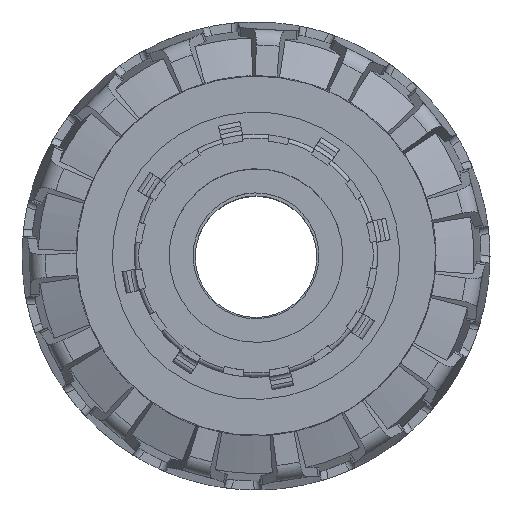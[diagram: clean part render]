
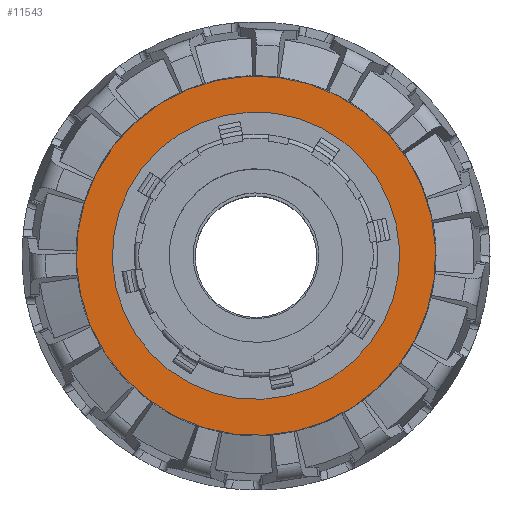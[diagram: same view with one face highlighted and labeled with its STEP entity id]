
A CAD part, top view. The second image highlights one B-rep face of the part: STEP entity #11543.
In plain terms, the highlighted face is planar.
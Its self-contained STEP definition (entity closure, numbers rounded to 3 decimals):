
#3030=FACE_BOUND($,#3702,.T.);
#3031=FACE_BOUND($,#3703,.T.);
#3702=EDGE_LOOP($,(#10597));
#3703=EDGE_LOOP($,(#10598));
#4048=CIRCLE($,#12423,16.55);
#4119=CIRCLE($,#12655,20.7);
#4927=VERTEX_POINT($,#19814);
#5213=VERTEX_POINT($,#21412);
#6476=EDGE_CURVE($,#4927,#4927,#4048,.T.);
#6855=EDGE_CURVE($,#5213,#5213,#4119,.T.);
#10597=ORIENTED_EDGE($,*,*,#6476,.T.);
#10598=ORIENTED_EDGE($,*,*,#6855,.T.);
#10902=PLANE($,#12854);
#11543=ADVANCED_FACE($,(#3030,#3031),#10902,.T.);
#12423=AXIS2_PLACEMENT_3D($,#19815,#15127,#15128);
#12655=AXIS2_PLACEMENT_3D($,#21413,#15691,#15692);
#12854=AXIS2_PLACEMENT_3D($,#22140,#16169,#16170);
#15127=DIRECTION('center_axis',(0.,-1.,0.));
#15128=DIRECTION('ref_axis',(-1.,0.,0.));
#15691=DIRECTION('center_axis',(0.,1.,0.));
#15692=DIRECTION('ref_axis',(-1.,0.,0.));
#16169=DIRECTION('center_axis',(0.,1.,0.));
#16170=DIRECTION('ref_axis',(0.,0.,1.));
#19814=CARTESIAN_POINT('',(-16.55,21.2,0.));
#19815=CARTESIAN_POINT('Origin',(0.,21.2,0.));
#21412=CARTESIAN_POINT('',(-20.7,21.2,0.));
#21413=CARTESIAN_POINT('Origin',(0.,21.2,0.));
#22140=CARTESIAN_POINT('Origin',(-10.35,21.2,0.));
